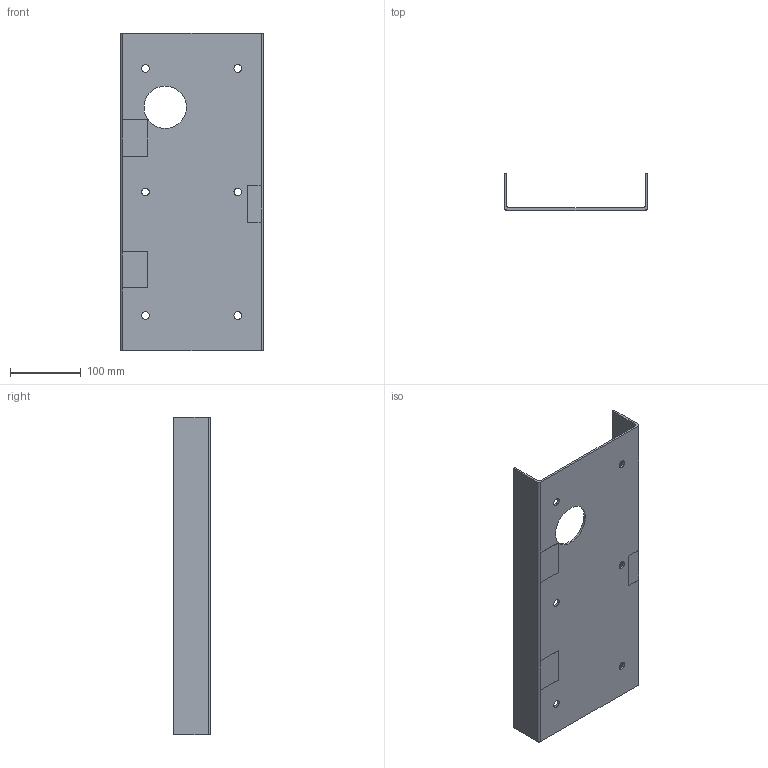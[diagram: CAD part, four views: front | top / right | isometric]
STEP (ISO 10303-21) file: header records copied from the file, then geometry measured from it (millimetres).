
FILE_DESCRIPTION (( 'STEP AP214' ), '1' );
FILE_NAME ('MirrorMirrorU_bracket_final_rear_right_1.STEP', '2021-01-13T10:22:48', ( '' ), ( '' ), 'SwSTEP 2.0', 'SolidWorks 2021', '' );
FILE_SCHEMA (( 'AUTOMOTIVE_DESIGN' ));
Length unit declared in the file: millimetre
Products named in the file (1): MirrorMirrorU_bracket_final_rear_right_1
Bounding box: 202 x 52 x 450 mm (x, y, z)
Volume: 394803.8 mm3; surface area: 266641.7 mm2
Topology: 1 solids, 1 shells, 58 faces, 156 edges, 100 vertices
Faces by surface type: plane 40, cylinder 18
Entity records: 1862 total; most frequent: CARTESIAN_POINT 315, ORIENTED_EDGE 312, DIRECTION 310, EDGE_CURVE 156, VECTOR 120, LINE 120, VERTEX_POINT 100, AXIS2_PLACEMENT_3D 95
